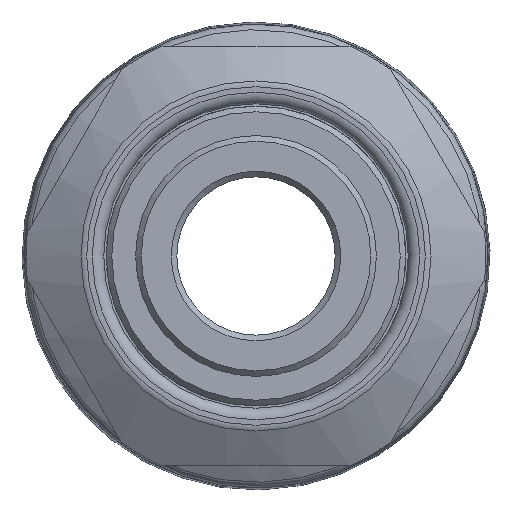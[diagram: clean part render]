
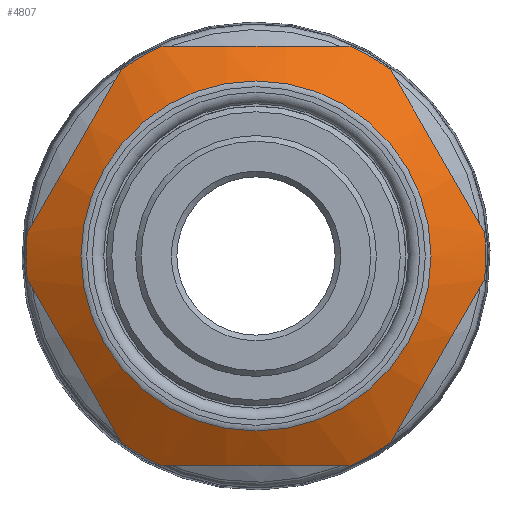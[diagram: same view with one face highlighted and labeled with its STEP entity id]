
A CAD part, front view. The second image highlights one B-rep face of the part: STEP entity #4807.
In plain terms, the highlighted conical face has half-angle 60 degrees and reference radius 17.78 mm.
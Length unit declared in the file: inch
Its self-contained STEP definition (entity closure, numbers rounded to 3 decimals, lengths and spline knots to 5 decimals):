
#194=(
BOUNDED_CURVE()
B_SPLINE_CURVE(2,(#11108,#11109,#11110),.UNSPECIFIED.,.F.,.F.)
B_SPLINE_CURVE_WITH_KNOTS((3,3),(0.,1.67512),.UNSPECIFIED.)
CURVE()
GEOMETRIC_REPRESENTATION_ITEM()
RATIONAL_B_SPLINE_CURVE((1.,1.096,1.))
REPRESENTATION_ITEM('')
);
#195=(
BOUNDED_CURVE()
B_SPLINE_CURVE(2,(#11114,#11115,#11116),.UNSPECIFIED.,.F.,.F.)
B_SPLINE_CURVE_WITH_KNOTS((3,3),(0.,1.67512),.UNSPECIFIED.)
CURVE()
GEOMETRIC_REPRESENTATION_ITEM()
RATIONAL_B_SPLINE_CURVE((1.,1.096,1.))
REPRESENTATION_ITEM('')
);
#196=(
BOUNDED_CURVE()
B_SPLINE_CURVE(2,(#11120,#11121,#11122),.UNSPECIFIED.,.F.,.F.)
B_SPLINE_CURVE_WITH_KNOTS((3,3),(0.,1.67512),.UNSPECIFIED.)
CURVE()
GEOMETRIC_REPRESENTATION_ITEM()
RATIONAL_B_SPLINE_CURVE((1.,1.096,1.))
REPRESENTATION_ITEM('')
);
#197=(
BOUNDED_CURVE()
B_SPLINE_CURVE(2,(#11126,#11127,#11128),.UNSPECIFIED.,.F.,.F.)
B_SPLINE_CURVE_WITH_KNOTS((3,3),(0.,1.67512),.UNSPECIFIED.)
CURVE()
GEOMETRIC_REPRESENTATION_ITEM()
RATIONAL_B_SPLINE_CURVE((1.,1.096,1.))
REPRESENTATION_ITEM('')
);
#198=(
BOUNDED_CURVE()
B_SPLINE_CURVE(2,(#11132,#11133,#11134),.UNSPECIFIED.,.F.,.F.)
B_SPLINE_CURVE_WITH_KNOTS((3,3),(0.,1.67512),.UNSPECIFIED.)
CURVE()
GEOMETRIC_REPRESENTATION_ITEM()
RATIONAL_B_SPLINE_CURVE((1.,1.096,1.))
REPRESENTATION_ITEM('')
);
#199=(
BOUNDED_CURVE()
B_SPLINE_CURVE(2,(#11138,#11139,#11140),.UNSPECIFIED.,.F.,.F.)
B_SPLINE_CURVE_WITH_KNOTS((3,3),(0.,1.67512),.UNSPECIFIED.)
CURVE()
GEOMETRIC_REPRESENTATION_ITEM()
RATIONAL_B_SPLINE_CURVE((1.,1.096,1.))
REPRESENTATION_ITEM('')
);
#702=FACE_OUTER_BOUND('',#1018,.T.);
#1018=EDGE_LOOP('',(#3842,#3843,#3844,#3845,#3846,#3847,#3848,#3849,#3850,
#3851,#3852,#3853,#3854,#3855,#3856,#3857));
#1237=LINE('',#11104,#1429);
#1429=VECTOR('',#6436,0.7);
#1711=CIRCLE('',#5329,0.60928);
#1713=CIRCLE('',#5333,0.8);
#1714=CIRCLE('',#5334,0.8);
#1715=CIRCLE('',#5335,0.8);
#1716=CIRCLE('',#5336,0.8);
#1717=CIRCLE('',#5337,0.8);
#1718=CIRCLE('',#5338,0.8);
#1719=CIRCLE('',#5339,0.8);
#2087=VERTEX_POINT('',#11096);
#2089=VERTEX_POINT('',#11103);
#2090=VERTEX_POINT('',#11105);
#2091=VERTEX_POINT('',#11107);
#2092=VERTEX_POINT('',#11111);
#2093=VERTEX_POINT('',#11113);
#2094=VERTEX_POINT('',#11117);
#2095=VERTEX_POINT('',#11119);
#2096=VERTEX_POINT('',#11123);
#2097=VERTEX_POINT('',#11125);
#2098=VERTEX_POINT('',#11129);
#2099=VERTEX_POINT('',#11131);
#2100=VERTEX_POINT('',#11135);
#2101=VERTEX_POINT('',#11137);
#2692=EDGE_CURVE('',#2087,#2087,#1711,.T.);
#2694=EDGE_CURVE('',#2087,#2089,#1237,.T.);
#2695=EDGE_CURVE('',#2090,#2089,#1713,.T.);
#2696=EDGE_CURVE('',#2091,#2090,#194,.T.);
#2697=EDGE_CURVE('',#2092,#2091,#1714,.T.);
#2698=EDGE_CURVE('',#2093,#2092,#195,.T.);
#2699=EDGE_CURVE('',#2094,#2093,#1715,.T.);
#2700=EDGE_CURVE('',#2095,#2094,#196,.T.);
#2701=EDGE_CURVE('',#2096,#2095,#1716,.T.);
#2702=EDGE_CURVE('',#2097,#2096,#197,.T.);
#2703=EDGE_CURVE('',#2098,#2097,#1717,.T.);
#2704=EDGE_CURVE('',#2099,#2098,#198,.T.);
#2705=EDGE_CURVE('',#2100,#2099,#1718,.T.);
#2706=EDGE_CURVE('',#2101,#2100,#199,.T.);
#2707=EDGE_CURVE('',#2089,#2101,#1719,.T.);
#3842=ORIENTED_EDGE('',*,*,#2692,.F.);
#3843=ORIENTED_EDGE('',*,*,#2694,.T.);
#3844=ORIENTED_EDGE('',*,*,#2695,.F.);
#3845=ORIENTED_EDGE('',*,*,#2696,.F.);
#3846=ORIENTED_EDGE('',*,*,#2697,.F.);
#3847=ORIENTED_EDGE('',*,*,#2698,.F.);
#3848=ORIENTED_EDGE('',*,*,#2699,.F.);
#3849=ORIENTED_EDGE('',*,*,#2700,.F.);
#3850=ORIENTED_EDGE('',*,*,#2701,.F.);
#3851=ORIENTED_EDGE('',*,*,#2702,.F.);
#3852=ORIENTED_EDGE('',*,*,#2703,.F.);
#3853=ORIENTED_EDGE('',*,*,#2704,.F.);
#3854=ORIENTED_EDGE('',*,*,#2705,.F.);
#3855=ORIENTED_EDGE('',*,*,#2706,.F.);
#3856=ORIENTED_EDGE('',*,*,#2707,.F.);
#3857=ORIENTED_EDGE('',*,*,#2694,.F.);
#4277=CONICAL_SURFACE('',#5332,0.7,1.047);
#4807=ADVANCED_FACE('',(#702),#4277,.T.);
#5329=AXIS2_PLACEMENT_3D('',#11098,#6428,#6429);
#5332=AXIS2_PLACEMENT_3D('',#11102,#6434,#6435);
#5333=AXIS2_PLACEMENT_3D('',#11106,#6437,#6438);
#5334=AXIS2_PLACEMENT_3D('',#11112,#6439,#6440);
#5335=AXIS2_PLACEMENT_3D('',#11118,#6441,#6442);
#5336=AXIS2_PLACEMENT_3D('',#11124,#6443,#6444);
#5337=AXIS2_PLACEMENT_3D('',#11130,#6445,#6446);
#5338=AXIS2_PLACEMENT_3D('',#11136,#6447,#6448);
#5339=AXIS2_PLACEMENT_3D('',#11141,#6449,#6450);
#6428=DIRECTION('center_axis',(0.,-1.,0.));
#6429=DIRECTION('ref_axis',(-1.,0.,0.));
#6434=DIRECTION('center_axis',(0.,1.,0.));
#6435=DIRECTION('ref_axis',(1.,0.,0.));
#6436=DIRECTION('',(-0.866,0.5,0.));
#6437=DIRECTION('center_axis',(0.,1.,0.));
#6438=DIRECTION('ref_axis',(-1.,0.,0.));
#6439=DIRECTION('center_axis',(0.,1.,0.));
#6440=DIRECTION('ref_axis',(-1.,0.,0.));
#6441=DIRECTION('center_axis',(0.,1.,0.));
#6442=DIRECTION('ref_axis',(-1.,0.,0.));
#6443=DIRECTION('center_axis',(0.,1.,0.));
#6444=DIRECTION('ref_axis',(-1.,0.,0.));
#6445=DIRECTION('center_axis',(0.,1.,0.));
#6446=DIRECTION('ref_axis',(-1.,0.,0.));
#6447=DIRECTION('center_axis',(0.,1.,0.));
#6448=DIRECTION('ref_axis',(-1.,0.,0.));
#6449=DIRECTION('center_axis',(0.,1.,0.));
#6450=DIRECTION('ref_axis',(-1.,0.,0.));
#11096=CARTESIAN_POINT('',(-0.60928,-2.06909,0.));
#11098=CARTESIAN_POINT('Origin',(0.,-2.06909,
0.));
#11102=CARTESIAN_POINT('Origin',(0.,-2.01671,
0.));
#11103=CARTESIAN_POINT('',(-0.8,-1.95898,0.));
#11104=CARTESIAN_POINT('',(-0.7,-2.01671,0.));
#11105=CARTESIAN_POINT('',(-0.79583,-1.95898,-0.08158));
#11106=CARTESIAN_POINT('Origin',(0.,-1.95898,
0.));
#11107=CARTESIAN_POINT('',(-0.46857,-1.95898,-0.64842));
#11108=CARTESIAN_POINT('Ctrl Pts',(-0.46857,-1.95898,
-0.64842));
#11109=CARTESIAN_POINT('Ctrl Pts',(-0.6322,-2.03627,
-0.365));
#11110=CARTESIAN_POINT('Ctrl Pts',(-0.79583,-1.95898,
-0.08158));
#11111=CARTESIAN_POINT('',(-0.32726,-1.95898,-0.73));
#11112=CARTESIAN_POINT('Origin',(0.,-1.95898,
0.));
#11113=CARTESIAN_POINT('',(0.32726,-1.95898,-0.73));
#11114=CARTESIAN_POINT('Ctrl Pts',(0.32726,-1.95898,
-0.73));
#11115=CARTESIAN_POINT('Ctrl Pts',(0.,-2.03627,
-0.73));
#11116=CARTESIAN_POINT('Ctrl Pts',(-0.32726,-1.95898,
-0.73));
#11117=CARTESIAN_POINT('',(0.46857,-1.95898,-0.64842));
#11118=CARTESIAN_POINT('Origin',(0.,-1.95898,
0.));
#11119=CARTESIAN_POINT('',(0.79583,-1.95898,-0.08158));
#11120=CARTESIAN_POINT('Ctrl Pts',(0.79583,-1.95898,
-0.08158));
#11121=CARTESIAN_POINT('Ctrl Pts',(0.6322,-2.03627,-0.365));
#11122=CARTESIAN_POINT('Ctrl Pts',(0.46857,-1.95898,
-0.64842));
#11123=CARTESIAN_POINT('',(0.79583,-1.95898,0.08158));
#11124=CARTESIAN_POINT('Origin',(0.,-1.95898,
0.));
#11125=CARTESIAN_POINT('',(0.46857,-1.95898,0.64842));
#11126=CARTESIAN_POINT('Ctrl Pts',(0.46857,-1.95898,
0.64842));
#11127=CARTESIAN_POINT('Ctrl Pts',(0.6322,-2.03627,0.365));
#11128=CARTESIAN_POINT('Ctrl Pts',(0.79583,-1.95898,
0.08158));
#11129=CARTESIAN_POINT('',(0.32726,-1.95898,0.73));
#11130=CARTESIAN_POINT('Origin',(0.,-1.95898,
0.));
#11131=CARTESIAN_POINT('',(-0.32726,-1.95898,0.73));
#11132=CARTESIAN_POINT('Ctrl Pts',(-0.32726,-1.95898,
0.73));
#11133=CARTESIAN_POINT('Ctrl Pts',(0.,-2.03627,
0.73));
#11134=CARTESIAN_POINT('Ctrl Pts',(0.32726,-1.95898,
0.73));
#11135=CARTESIAN_POINT('',(-0.46857,-1.95898,0.64842));
#11136=CARTESIAN_POINT('Origin',(0.,-1.95898,
0.));
#11137=CARTESIAN_POINT('',(-0.79583,-1.95898,0.08158));
#11138=CARTESIAN_POINT('Ctrl Pts',(-0.79583,-1.95898,
0.08158));
#11139=CARTESIAN_POINT('Ctrl Pts',(-0.6322,-2.03627,
0.365));
#11140=CARTESIAN_POINT('Ctrl Pts',(-0.46857,-1.95898,
0.64842));
#11141=CARTESIAN_POINT('Origin',(0.,-1.95898,
0.));
